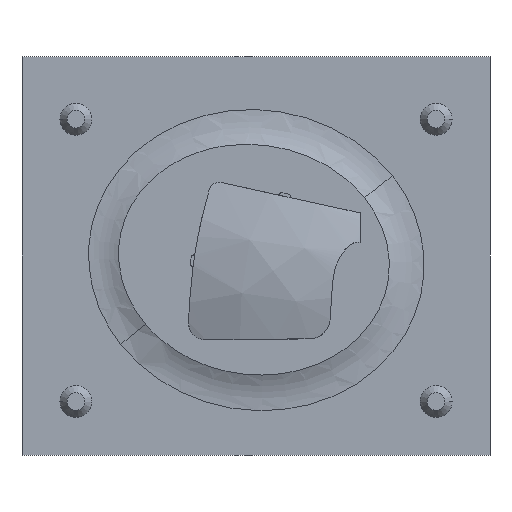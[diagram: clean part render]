
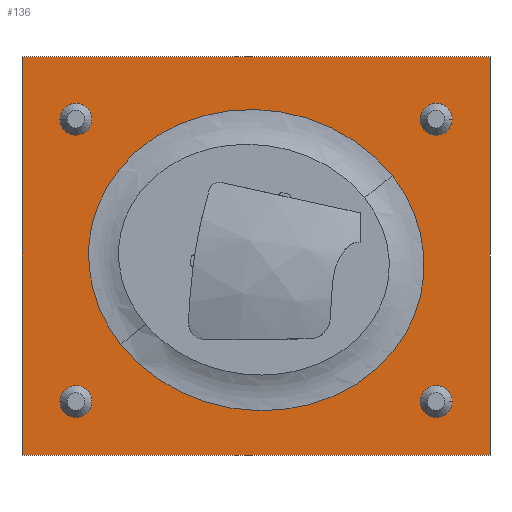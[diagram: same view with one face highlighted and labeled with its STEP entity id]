
A CAD part, front view. The second image highlights one B-rep face of the part: STEP entity #136.
In plain terms, the highlighted planar face has unit normal (0, -1, 0).
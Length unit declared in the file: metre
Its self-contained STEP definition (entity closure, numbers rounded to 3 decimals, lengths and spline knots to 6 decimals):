
#136=ADVANCED_FACE('4:25764',(#278,#279,#280,#281,#282,#283),#284,.F.);
#278=FACE_BOUND('',#4758,.T.);
#279=FACE_BOUND('',#4759,.T.);
#280=FACE_BOUND('',#4760,.T.);
#281=FACE_BOUND('',#4761,.T.);
#282=FACE_OUTER_BOUND('',#4762,.T.);
#283=FACE_BOUND('',#4763,.T.);
#284=PLANE('',#4764);
#4758=EDGE_LOOP('',(#9276,#9277));
#4759=EDGE_LOOP('',(#9278,#9279));
#4760=EDGE_LOOP('',(#9280,#9281));
#4761=EDGE_LOOP('',(#9282,#9283));
#4762=EDGE_LOOP('',(#9284,#9285,#9286,#9287));
#4763=EDGE_LOOP('',(#9288,#9289));
#4764=AXIS2_PLACEMENT_3D('',#9290,#9291,#9292);
#9276=ORIENTED_EDGE('',*,*,#9813,.T.);
#9277=ORIENTED_EDGE('',*,*,#9806,.T.);
#9278=ORIENTED_EDGE('',*,*,#9814,.T.);
#9279=ORIENTED_EDGE('',*,*,#9796,.T.);
#9280=ORIENTED_EDGE('',*,*,#9815,.T.);
#9281=ORIENTED_EDGE('',*,*,#9801,.T.);
#9282=ORIENTED_EDGE('',*,*,#9816,.T.);
#9283=ORIENTED_EDGE('',*,*,#9791,.T.);
#9284=ORIENTED_EDGE('',*,*,#9817,.F.);
#9285=ORIENTED_EDGE('',*,*,#9818,.F.);
#9286=ORIENTED_EDGE('',*,*,#9810,.F.);
#9287=ORIENTED_EDGE('',*,*,#9819,.F.);
#9288=ORIENTED_EDGE('',*,*,#9820,.F.);
#9289=ORIENTED_EDGE('',*,*,#9786,.F.);
#9290=CARTESIAN_POINT('',(0.00647,-0.052215,0.0));
#9291=DIRECTION('',(-0.0,1.0,0.0));
#9292=DIRECTION('',(1.0,0.0,0.0));
#9786=EDGE_CURVE('5:37815',#9955,#9951,#9957,.T.);
#9791=EDGE_CURVE('5:43630',#9960,#9964,#9966,.F.);
#9796=EDGE_CURVE('5:43750',#9969,#9973,#9975,.F.);
#9801=EDGE_CURVE('5:43690',#9978,#9982,#9984,.F.);
#9806=EDGE_CURVE('5:43810',#9987,#9991,#9993,.F.);
#9810=EDGE_CURVE('4:25785',#9998,#10000,#10001,.F.);
#9813=EDGE_CURVE('5:43810',#9991,#9987,#10004,.F.);
#9814=EDGE_CURVE('5:43750',#9973,#9969,#10005,.F.);
#9815=EDGE_CURVE('5:43690',#9982,#9978,#10006,.F.);
#9816=EDGE_CURVE('5:43630',#9964,#9960,#10007,.F.);
#9817=EDGE_CURVE('4:25800',#10008,#10009,#10010,.F.);
#9818=EDGE_CURVE('4:25773',#10000,#10008,#10011,.F.);
#9819=EDGE_CURVE('4:25794',#10009,#9998,#10012,.F.);
#9820=EDGE_CURVE('5:37815',#9951,#9955,#10013,.T.);
#9951=VERTEX_POINT('',#10196);
#9955=VERTEX_POINT('',#10292);
#9957=B_SPLINE_CURVE_WITH_KNOTS('',3,(#10301,#10302,#10303,#10304,#10305,#10306,#10307,#10308,#10309,#10310,#10311,#10312),.UNSPECIFIED.,.F.,.F.,(4,2,2,2,2,4),(-0.209709,-0.150911,-0.094203,-0.052156,-0.02006,-0.0),.UNSPECIFIED.);
#9960=VERTEX_POINT('',#10315);
#9964=VERTEX_POINT('',#10320);
#9966=CIRCLE('',#10323,0.0075);
#9969=VERTEX_POINT('',#10326);
#9973=VERTEX_POINT('',#10331);
#9975=CIRCLE('',#10334,0.0075);
#9978=VERTEX_POINT('',#10337);
#9982=VERTEX_POINT('',#10342);
#9984=CIRCLE('',#10345,0.0075);
#9987=VERTEX_POINT('',#10348);
#9991=VERTEX_POINT('',#10353);
#9993=CIRCLE('',#10356,0.0075);
#9998=VERTEX_POINT('',#10362);
#10000=VERTEX_POINT('',#10365);
#10001=LINE('',#10366,#10367);
#10004=CIRCLE('',#10371,0.0075);
#10005=CIRCLE('',#10372,0.0075);
#10006=CIRCLE('',#10373,0.0075);
#10007=CIRCLE('',#10374,0.0075);
#10008=VERTEX_POINT('',#10375);
#10009=VERTEX_POINT('',#10376);
#10010=LINE('',#10377,#10378);
#10011=LINE('',#10379,#10380);
#10012=LINE('',#10381,#10382);
#10013=B_SPLINE_CURVE_WITH_KNOTS('',3,(#10383,#10384,#10385,#10386,#10387,#10388,#10389,#10390,#10391,#10392,#10393,#10394,#10395,#10396),.UNSPECIFIED.,.F.,.F.,(4,2,2,2,2,2,4),(-0.419419,-0.38291,-0.330542,-0.288491,-0.254714,-0.220938,-0.209709),.UNSPECIFIED.);
#10196=CARTESIAN_POINT('',(-0.137157,-0.052215,-0.033781));
#10292=CARTESIAN_POINT('',(-0.00909,-0.052215,0.045723));
#10301=CARTESIAN_POINT('',(-0.00909,-0.052215,0.045723));
#10302=CARTESIAN_POINT('',(-0.02264,-0.052215,0.06275));
#10303=CARTESIAN_POINT('',(-0.043888,-0.052215,0.073893));
#10304=CARTESIAN_POINT('',(-0.086912,-0.052215,0.078744));
#10305=CARTESIAN_POINT('',(-0.109163,-0.052215,0.073333));
#10306=CARTESIAN_POINT('',(-0.138424,-0.052215,0.050748));
#10307=CARTESIAN_POINT('',(-0.147725,-0.052215,0.036794));
#10308=CARTESIAN_POINT('',(-0.15344,-0.052215,0.009532));
#10309=CARTESIAN_POINT('',(-0.15239,-0.052215,-0.002903));
#10310=CARTESIAN_POINT('',(-0.145628,-0.052215,-0.021239));
#10311=CARTESIAN_POINT('',(-0.141803,-0.052215,-0.027916));
#10312=CARTESIAN_POINT('',(-0.137157,-0.052215,-0.033781));
#10315=CARTESIAN_POINT('',(-0.165742,-0.052215,0.072316));
#10320=CARTESIAN_POINT('',(-0.150742,-0.052215,0.072316));
#10323=AXIS2_PLACEMENT_3D('',#10993,#10994,#10995);
#10326=CARTESIAN_POINT('',(0.004078,-0.052215,-0.060774));
#10331=CARTESIAN_POINT('',(0.019078,-0.052215,-0.060774));
#10334=AXIS2_PLACEMENT_3D('',#11001,#11002,#11003);
#10337=CARTESIAN_POINT('',(-0.165742,-0.052215,-0.060774));
#10342=CARTESIAN_POINT('',(-0.150742,-0.052215,-0.060774));
#10345=AXIS2_PLACEMENT_3D('',#11009,#11010,#11011);
#10348=CARTESIAN_POINT('',(0.004078,-0.052215,0.072316));
#10353=CARTESIAN_POINT('',(0.019078,-0.052215,0.072316));
#10356=AXIS2_PLACEMENT_3D('',#11017,#11018,#11019);
#10362=CARTESIAN_POINT('',(0.036978,-0.052215,0.101886));
#10365=CARTESIAN_POINT('',(0.036978,-0.052215,-0.086174));
#10366=CARTESIAN_POINT('',(0.036978,-0.052215,0.0185));
#10367=VECTOR('',#11022,1.0);
#10371=AXIS2_PLACEMENT_3D('',#11024,#11025,#11026);
#10372=AXIS2_PLACEMENT_3D('',#11027,#11028,#11029);
#10373=AXIS2_PLACEMENT_3D('',#11030,#11031,#11032);
#10374=AXIS2_PLACEMENT_3D('',#11033,#11034,#11035);
#10375=CARTESIAN_POINT('',(-0.183642,-0.052215,-0.086174));
#10376=CARTESIAN_POINT('',(-0.183642,-0.052215,0.101886));
#10377=CARTESIAN_POINT('',(-0.183642,-0.052215,0.0185));
#10378=VECTOR('',#11036,1.0);
#10379=CARTESIAN_POINT('',(-0.05453,-0.052215,-0.086174));
#10380=VECTOR('',#11037,1.0);
#10381=CARTESIAN_POINT('',(-0.05453,-0.052215,0.101886));
#10382=VECTOR('',#11038,1.0);
#10383=CARTESIAN_POINT('',(-0.137157,-0.052215,-0.033781));
#10384=CARTESIAN_POINT('',(-0.128703,-0.052215,-0.044455));
#10385=CARTESIAN_POINT('',(-0.117274,-0.052215,-0.052843));
#10386=CARTESIAN_POINT('',(-0.08649,-0.052215,-0.065784));
#10387=CARTESIAN_POINT('',(-0.065864,-0.052215,-0.067203));
#10388=CARTESIAN_POINT('',(-0.031767,-0.052215,-0.057545));
#10389=CARTESIAN_POINT('',(-0.017726,-0.052215,-0.048704));
#10390=CARTESIAN_POINT('',(-0.000223,-0.052215,-0.026434));
#10391=CARTESIAN_POINT('',(0.00475,-0.052215,-0.014165));
#10392=CARTESIAN_POINT('',(0.006776,-0.052215,0.011195));
#10393=CARTESIAN_POINT('',(0.003827,-0.052215,0.024091));
#10394=CARTESIAN_POINT('',(-0.00414,-0.052215,0.03887));
#10395=CARTESIAN_POINT('',(-0.006504,-0.052215,0.042446));
#10396=CARTESIAN_POINT('',(-0.00909,-0.052215,0.045723));
#10993=CARTESIAN_POINT('',(-0.158242,-0.052215,0.072316));
#10994=DIRECTION('',(-0.0,-1.0,-0.0));
#10995=DIRECTION('',(-1.0,0.0,0.0));
#11001=CARTESIAN_POINT('',(0.011578,-0.052215,-0.060774));
#11002=DIRECTION('',(-0.0,-1.0,-0.0));
#11003=DIRECTION('',(-1.0,0.0,0.0));
#11009=CARTESIAN_POINT('',(-0.158242,-0.052215,-0.060774));
#11010=DIRECTION('',(-0.0,-1.0,-0.0));
#11011=DIRECTION('',(-1.0,0.0,0.0));
#11017=CARTESIAN_POINT('',(0.011578,-0.052215,0.072316));
#11018=DIRECTION('',(-0.0,-1.0,-0.0));
#11019=DIRECTION('',(-1.0,0.0,0.0));
#11022=DIRECTION('',(0.0,0.0,1.0));
#11024=CARTESIAN_POINT('',(0.011578,-0.052215,0.072316));
#11025=DIRECTION('',(-0.0,-1.0,-0.0));
#11026=DIRECTION('',(-1.0,0.0,0.0));
#11027=CARTESIAN_POINT('',(0.011578,-0.052215,-0.060774));
#11028=DIRECTION('',(-0.0,-1.0,-0.0));
#11029=DIRECTION('',(-1.0,0.0,0.0));
#11030=CARTESIAN_POINT('',(-0.158242,-0.052215,-0.060774));
#11031=DIRECTION('',(-0.0,-1.0,-0.0));
#11032=DIRECTION('',(-1.0,0.0,0.0));
#11033=CARTESIAN_POINT('',(-0.158242,-0.052215,0.072316));
#11034=DIRECTION('',(-0.0,-1.0,-0.0));
#11035=DIRECTION('',(-1.0,0.0,0.0));
#11036=DIRECTION('',(0.0,0.0,-1.0));
#11037=DIRECTION('',(1.0,-0.0,0.));
#11038=DIRECTION('',(-1.0,0.0,0.0));
